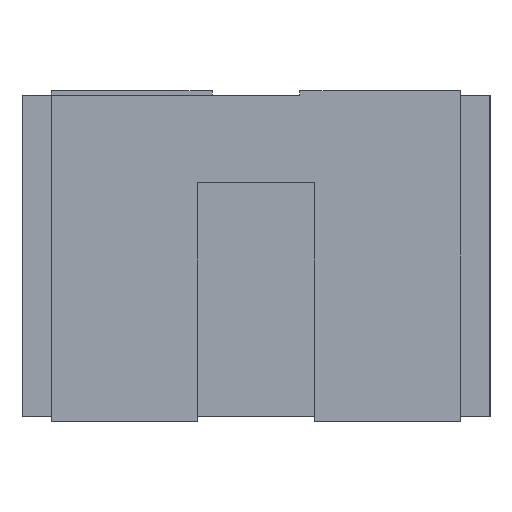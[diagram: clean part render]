
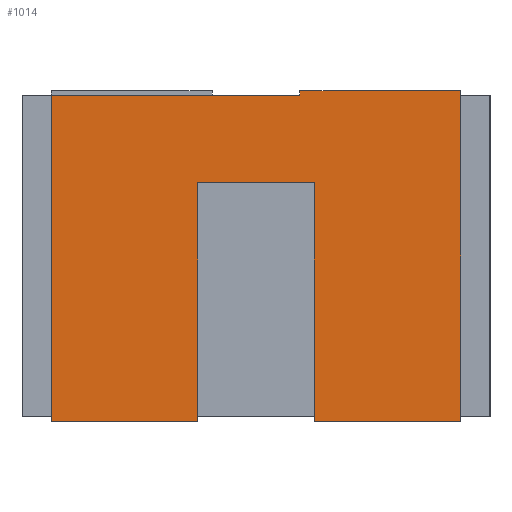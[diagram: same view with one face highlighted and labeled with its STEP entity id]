
A CAD part, left-side view. The second image highlights one B-rep face of the part: STEP entity #1014.
In plain terms, the highlighted planar face has unit normal (-1, 0, 0).
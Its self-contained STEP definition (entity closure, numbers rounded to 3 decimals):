
#297=DIRECTION('',(0.,1.,0.));
#298=VECTOR('',#297,0.4);
#299=CARTESIAN_POINT('',(1.985,0.6,0.8));
#300=LINE('',#299,#298);
#309=DIRECTION('',(0.,0.,-1.));
#310=VECTOR('',#309,0.815);
#311=CARTESIAN_POINT('',(1.985,1.,0.8));
#312=LINE('',#311,#310);
#325=DIRECTION('',(0.,0.,1.));
#326=VECTOR('',#325,1.115);
#327=CARTESIAN_POINT('',(1.985,1.5,-0.015));
#328=LINE('',#327,#326);
#333=DIRECTION('',(0.,0.,-1.));
#334=VECTOR('',#333,0.015);
#335=CARTESIAN_POINT('',(1.985,0.65,1.115));
#336=LINE('',#335,#334);
#337=DIRECTION('',(0.,1.,0.));
#338=VECTOR('',#337,0.85);
#339=CARTESIAN_POINT('',(1.985,0.65,1.1));
#340=LINE('',#339,#338);
#353=DIRECTION('',(0.,0.,-1.));
#354=VECTOR('',#353,1.13);
#355=CARTESIAN_POINT('',(1.985,0.1,1.115));
#356=LINE('',#355,#354);
#373=DIRECTION('',(0.,0.,1.));
#374=VECTOR('',#373,0.815);
#375=CARTESIAN_POINT('',(1.985,0.6,-0.015));
#376=LINE('',#375,#374);
#381=DIRECTION('',(0.,1.,0.));
#382=VECTOR('',#381,0.5);
#383=CARTESIAN_POINT('',(1.985,0.1,-0.015));
#384=LINE('',#383,#382);
#397=DIRECTION('',(0.,-1.,0.));
#398=VECTOR('',#397,0.55);
#399=CARTESIAN_POINT('',(1.985,0.65,1.115));
#400=LINE('',#399,#398);
#401=DIRECTION('',(0.,1.,0.));
#402=VECTOR('',#401,0.5);
#403=CARTESIAN_POINT('',(1.985,1.,-0.015));
#404=LINE('',#403,#402);
#425=CARTESIAN_POINT('',(1.985,0.6,0.8));
#426=CARTESIAN_POINT('',(1.985,1.,0.8));
#427=VERTEX_POINT('',#425);
#428=VERTEX_POINT('',#426);
#430=CARTESIAN_POINT('',(1.985,0.6,-0.015));
#432=VERTEX_POINT('',#430);
#435=CARTESIAN_POINT('',(1.985,0.1,1.115));
#437=VERTEX_POINT('',#435);
#439=CARTESIAN_POINT('',(1.985,0.1,-0.015));
#440=VERTEX_POINT('',#439);
#442=CARTESIAN_POINT('',(1.985,1.5,-0.015));
#444=VERTEX_POINT('',#442);
#445=CARTESIAN_POINT('',(1.985,1.5,1.1));
#446=VERTEX_POINT('',#445);
#449=CARTESIAN_POINT('',(1.985,1.,-0.015));
#450=VERTEX_POINT('',#449);
#451=CARTESIAN_POINT('',(1.985,0.65,1.115));
#452=CARTESIAN_POINT('',(1.985,0.65,1.1));
#453=VERTEX_POINT('',#451);
#454=VERTEX_POINT('',#452);
#991=CARTESIAN_POINT('',(1.985,0.8,0.));
#992=DIRECTION('',(-1.,0.,0.));
#993=DIRECTION('',(0.,0.,1.));
#994=AXIS2_PLACEMENT_3D('',#991,#992,#993);
#995=PLANE('',#994);
#997=ORIENTED_EDGE('',*,*,#996,.F.);
#999=ORIENTED_EDGE('',*,*,#998,.T.);
#1001=ORIENTED_EDGE('',*,*,#1000,.T.);
#1003=ORIENTED_EDGE('',*,*,#1002,.T.);
#1005=ORIENTED_EDGE('',*,*,#1004,.T.);
#1006=ORIENTED_EDGE('',*,*,#937,.T.);
#1007=ORIENTED_EDGE('',*,*,#955,.T.);
#1009=ORIENTED_EDGE('',*,*,#1008,.T.);
#1010=ORIENTED_EDGE('',*,*,#982,.T.);
#1011=ORIENTED_EDGE('',*,*,#568,.F.);
#1012=EDGE_LOOP('',(#997,#999,#1001,#1003,#1005,#1006,#1007,#1009,#1010,#1011));
#1013=FACE_OUTER_BOUND('',#1012,.F.);
#1014=ADVANCED_FACE('',(#1013),#995,.T.);
#568=EDGE_CURVE('',#454,#446,#340,.T.);
#937=EDGE_CURVE('',#427,#428,#300,.T.);
#955=EDGE_CURVE('',#428,#450,#312,.T.);
#982=EDGE_CURVE('',#444,#446,#328,.T.);
#996=EDGE_CURVE('',#453,#454,#336,.T.);
#998=EDGE_CURVE('',#453,#437,#400,.T.);
#1000=EDGE_CURVE('',#437,#440,#356,.T.);
#1002=EDGE_CURVE('',#440,#432,#384,.T.);
#1004=EDGE_CURVE('',#432,#427,#376,.T.);
#1008=EDGE_CURVE('',#450,#444,#404,.T.);
